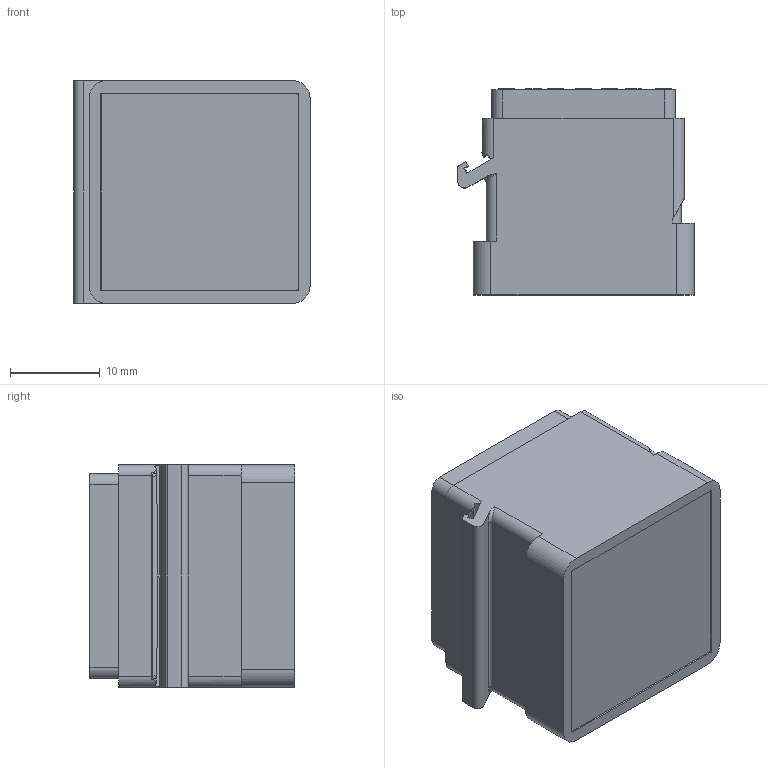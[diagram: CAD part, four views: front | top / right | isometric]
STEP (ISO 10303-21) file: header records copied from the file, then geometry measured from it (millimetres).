
FILE_DESCRIPTION((''),'2;1');
FILE_NAME('00111550302','2020-02-07T',('presta_be4'),(''),'CREO PARAMETRIC BY PTC INC, 2018360','CREO PARAMETRIC BY PTC INC, 2018360','');
FILE_SCHEMA(('CONFIG_CONTROL_DESIGN'));
Products named in the file (1): 00111550302
Bounding box: 26.4 x 23 x 24.9 mm (x, y, z)
Volume: 10377.2 mm3; surface area: 13460.8 mm2
Topology: 1 solids, 1 shells, 2916 faces, 7563 edges, 4765 vertices
Faces by surface type: plane 1173, cylinder 811, torus 464, cone 340, bspline 128
Entity records: 105461 total; most frequent: CARTESIAN_POINT 33743, DIRECTION 15317, ORIENTED_EDGE 15054, EDGE_CURVE 7527, AXIS2_PLACEMENT_3D 5883, VERTEX_POINT 4765, VECTOR 3551, LINE 3551
